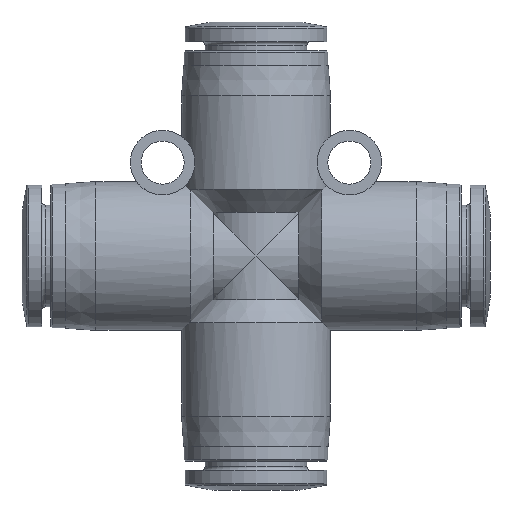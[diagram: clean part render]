
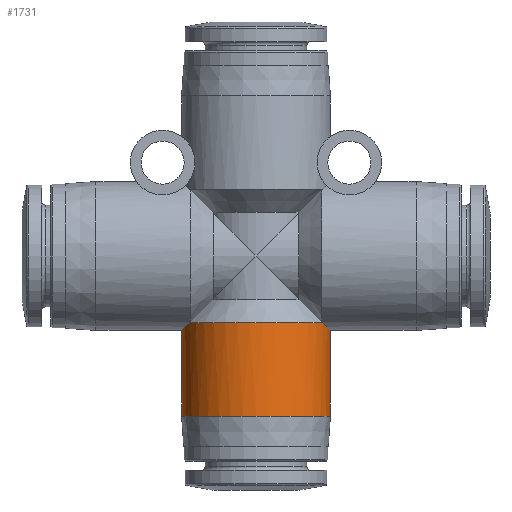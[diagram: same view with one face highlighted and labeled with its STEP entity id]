
A CAD part, front view. The second image highlights one B-rep face of the part: STEP entity #1731.
In plain terms, the highlighted cylindrical face has radius 7.25 mm (diameter 14.5 mm), a full revolution.
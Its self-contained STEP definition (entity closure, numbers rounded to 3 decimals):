
#76=ELLIPSE('',#1781,10.253,7.25);
#81=ELLIPSE('',#1796,10.253,7.25);
#289=ORIENTED_EDGE('',*,*,#407,.T.);
#290=ORIENTED_EDGE('',*,*,#476,.F.);
#291=ORIENTED_EDGE('',*,*,#388,.T.);
#292=ORIENTED_EDGE('',*,*,#477,.F.);
#293=ORIENTED_EDGE('',*,*,#478,.T.);
#388=EDGE_CURVE('',#519,#517,#76,.T.);
#407=EDGE_CURVE('',#532,#531,#81,.F.);
#476=EDGE_CURVE('',#519,#531,#668,.T.);
#477=EDGE_CURVE('',#532,#517,#669,.T.);
#478=EDGE_CURVE('',#586,#586,#670,.T.);
#517=VERTEX_POINT('',#2403);
#519=VERTEX_POINT('',#2406);
#531=VERTEX_POINT('',#2488);
#532=VERTEX_POINT('',#2490);
#586=VERTEX_POINT('',#2717);
#668=CIRCLE('',#1895,7.25);
#669=CIRCLE('',#1896,7.25);
#670=CIRCLE('',#1897,7.25);
#790=EDGE_LOOP('',(#289,#290,#291,#292));
#791=EDGE_LOOP('',(#293));
#952=FACE_BOUND('',#790,.T.);
#953=FACE_BOUND('',#791,.T.);
#1046=CYLINDRICAL_SURFACE('',#1894,7.25);
#1731=ADVANCED_FACE('',(#952,#953),#1046,.T.);
#1781=AXIS2_PLACEMENT_3D('',#2405,#1982,#1983);
#1796=AXIS2_PLACEMENT_3D('',#2489,#2012,#2013);
#1894=AXIS2_PLACEMENT_3D('',#2713,#2208,#2209);
#1895=AXIS2_PLACEMENT_3D('',#2714,#2210,#2211);
#1896=AXIS2_PLACEMENT_3D('',#2715,#2212,#2213);
#1897=AXIS2_PLACEMENT_3D('',#2716,#2214,#2215);
#1982=DIRECTION('',(0.707,0.,-0.707));
#1983=DIRECTION('',(0.707,0.,0.707));
#2012=DIRECTION('',(0.707,0.,0.707));
#2013=DIRECTION('',(0.707,0.,-0.707));
#2208=DIRECTION('',(0.,0.,1.));
#2209=DIRECTION('',(1.,0.,0.));
#2210=DIRECTION('',(0.,0.,1.));
#2211=DIRECTION('',(1.,0.,0.));
#2212=DIRECTION('',(0.,0.,1.));
#2213=DIRECTION('',(1.,0.,0.));
#2214=DIRECTION('',(0.,0.,1.));
#2215=DIRECTION('',(1.,0.,0.));
#2403=CARTESIAN_POINT('',(-6.5,3.211,-6.5));
#2405=CARTESIAN_POINT('',(0.,0.,0.));
#2406=CARTESIAN_POINT('',(-6.5,-3.211,-6.5));
#2488=CARTESIAN_POINT('',(6.5,-3.211,-6.5));
#2489=CARTESIAN_POINT('',(0.,0.,0.));
#2490=CARTESIAN_POINT('',(6.5,3.211,-6.5));
#2713=CARTESIAN_POINT('',(0.,0.,22.8));
#2714=CARTESIAN_POINT('',(0.,0.,-6.5));
#2715=CARTESIAN_POINT('',(0.,0.,-6.5));
#2716=CARTESIAN_POINT('',(0.,0.,-15.6));
#2717=CARTESIAN_POINT('',(7.25,0.,-15.6));
